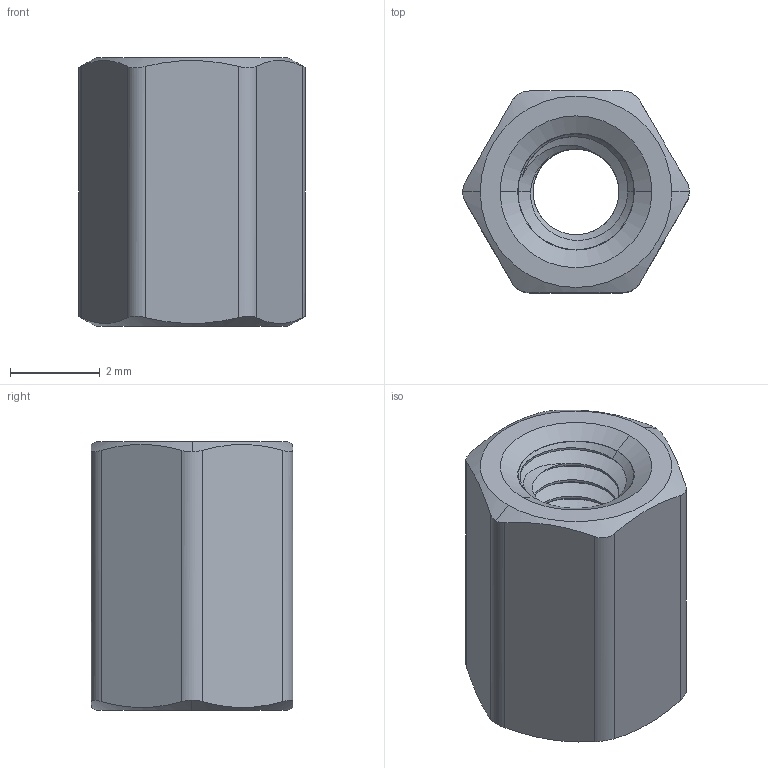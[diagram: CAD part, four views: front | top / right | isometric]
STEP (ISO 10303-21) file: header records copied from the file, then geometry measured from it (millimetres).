
FILE_DESCRIPTION(/* description */ (''),/* implementation_level */ '2;1');
FILE_NAME(/* name */ 'M2.5 x 5 ff_v1.step',/* time_stamp */ '2023-01-28T13:12:38-08:00',/* author */ (''),/* organization */ (''),/* preprocessor_version */ 'ST-DEVELOPER v19.2',/* originating_system */ 'Autodesk Translation Framework v11.17.0.187',/* authorisation */ '');
FILE_SCHEMA (('AUTOMOTIVE_DESIGN { 1 0 10303 214 3 1 1 }'));
Length unit declared in the file: millimetre
Products named in the file (2): M2.5 x 5 ff; 94868A161_Female Threaded Hex Standoff
Assembly tree (1 placements, depth 2):
  M2.5 x 5 ff
    94868A161_Female Threaded Hex Standoff
Bounding box: 5.06 x 4.5 x 6 mm (x, y, z)
Volume: 79.3 mm3; surface area: 181.4 mm2
Topology: 1 solids, 1 shells, 61 faces, 167 edges, 110 vertices
Faces by surface type: cylinder 32, cone 13, plane 10, bspline 6
Entity records: 4317 total; most frequent: CARTESIAN_POINT 2959, ORIENTED_EDGE 334, DIRECTION 205, EDGE_CURVE 167, VERTEX_POINT 110, AXIS2_PLACEMENT_3D 76, EDGE_LOOP 65, FACE_OUTER_BOUND 61
